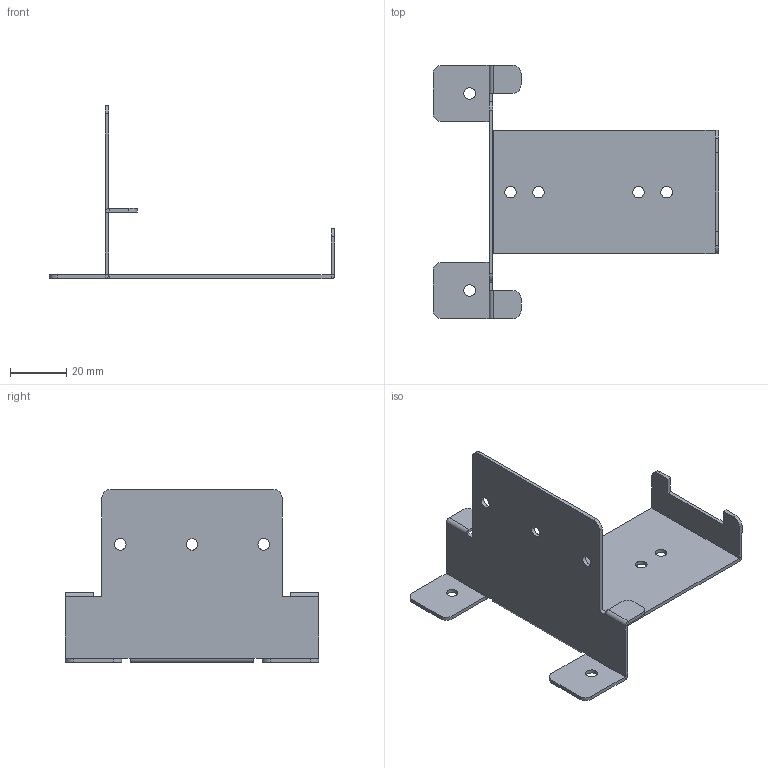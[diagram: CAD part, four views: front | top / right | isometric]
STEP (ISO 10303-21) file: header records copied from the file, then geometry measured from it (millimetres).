
FILE_DESCRIPTION (( 'STEP AP203' ), '1' );
FILE_NAME ('R5DSF01.step', '2011-04-07T10:27:27', ( 'User' ), ( 'DKC' ), 'SwSTEP 2.0', 'SolidWorks 2011', '' );
FILE_SCHEMA (( 'CONFIG_CONTROL_DESIGN' ));
Length unit declared in the file: millimetre
Products named in the file (1): R5DSF01
Bounding box: 101.6 x 90 x 61.5 mm (x, y, z)
Volume: 12302.6 mm3; surface area: 19884.5 mm2
Topology: 1 solids, 1 shells, 106 faces, 264 edges, 160 vertices
Faces by surface type: plane 62, cylinder 44
Entity records: 3225 total; most frequent: DIRECTION 566, CARTESIAN_POINT 531, ORIENTED_EDGE 528, EDGE_CURVE 264, AXIS2_PLACEMENT_3D 195, LINE 176, VECTOR 176, VERTEX_POINT 160
